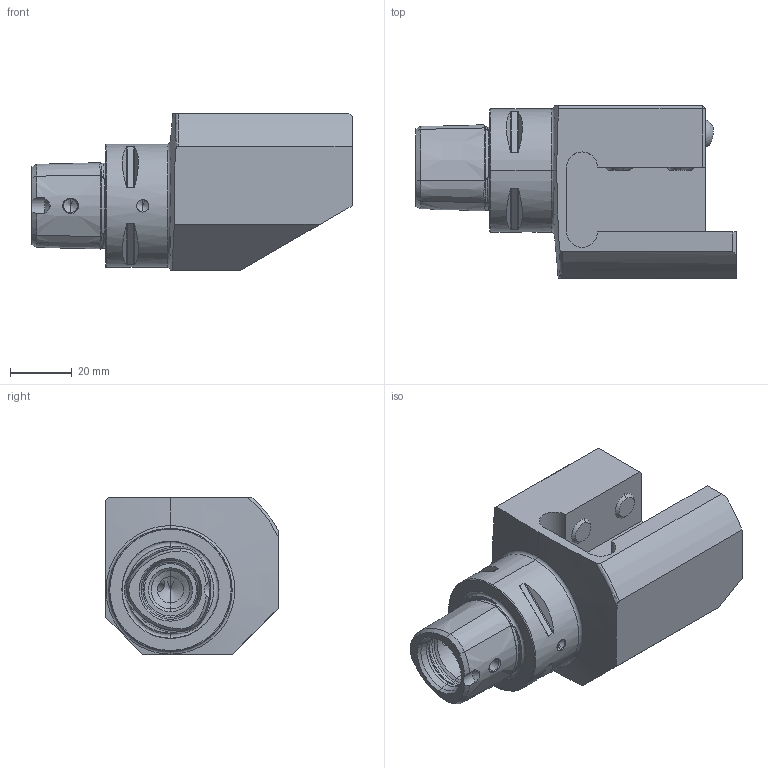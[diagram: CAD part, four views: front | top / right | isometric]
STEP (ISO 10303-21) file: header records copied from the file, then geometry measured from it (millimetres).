
FILE_DESCRIPTION (( 'STEP AP214' ), '1' );
FILE_NAME ('PS4-V20.L11.080.STEP', '2015-06-15T12:45:39', ( 'SWIAdmin' ), ( 'Hewlett-Packard Company' ), 'SwSTEP 2.0', 'SolidWorks 2012', '' );
FILE_SCHEMA (( 'AUTOMOTIVE_DESIGN' ));
Length unit declared in the file: millimetre
Products named in the file (6): KU1-U12.001.010; KU1-U12.001.010_2; KU1-U12.001.010_1; ISO 4026 - M10 x 20; PS4-V20.L11.080_A; PS4-V20.L11.080
Assembly tree (6 placements, depth 3):
  PS4-V20.L11.080
    PS4-V20.L11.080_A
    ISO 4026 - M10 x 20  x2
    KU1-U12.001.010
      KU1-U12.001.010_1
      KU1-U12.001.010_2
Bounding box: 104 x 56 x 51 mm (x, y, z)
Volume: 135810.2 mm3; surface area: 27963.8 mm2
Topology: 5 solids, 5 shells, 214 faces, 523 edges, 317 vertices
Faces by surface type: cone 66, plane 59, cylinder 48, torus 37, sphere 4
Entity records: 6753 total; most frequent: CARTESIAN_POINT 1852, DIRECTION 985, ORIENTED_EDGE 950, EDGE_CURVE 475, AXIS2_PLACEMENT_3D 405, VERTEX_POINT 291, EDGE_LOOP 218, ADVANCED_FACE 199
